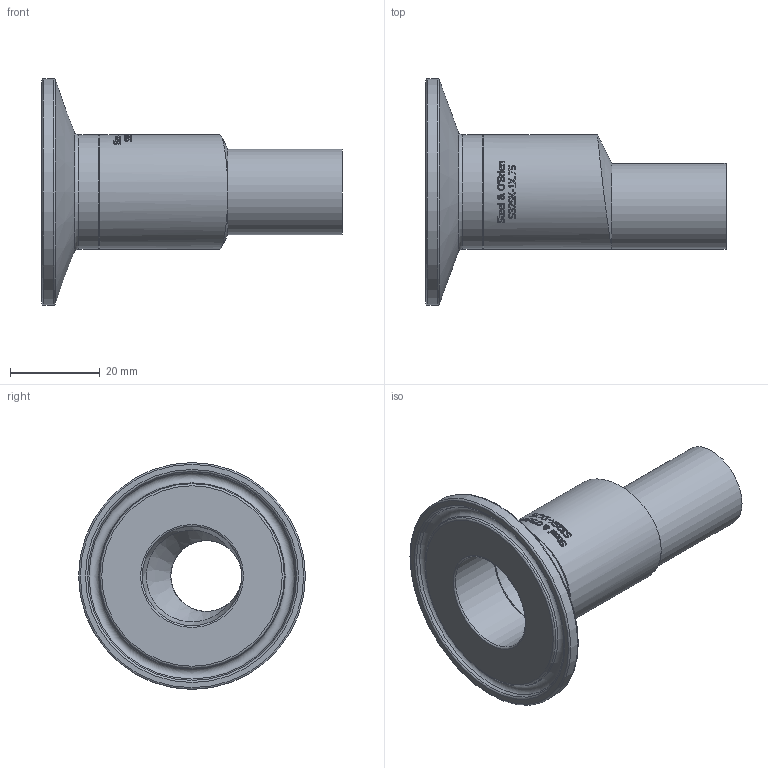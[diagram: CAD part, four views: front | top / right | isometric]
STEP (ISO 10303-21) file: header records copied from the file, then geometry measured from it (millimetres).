
FILE_DESCRIPTION(/* description */ (''),/* implementation_level */ '2;1');
FILE_NAME(/* name */ 'S32SK-1X.75.stp',/* time_stamp */ '2018-11-29T13:49:54-05:00',/* author */ ('rick'),/* organization */ (''),/* preprocessor_version */ 'ST-DEVELOPER v15.2',/* originating_system */ 'Autodesk Inventor 2014',/* authorisation */ '');
FILE_SCHEMA (('CONFIG_CONTROL_DESIGN','AUTOMOTIVE_DESIGN { 1 0 10303 214 3 1 1 }'));
Length unit declared in the file: inch
Products named in the file (1): S32SK-1X.75
Bounding box: 66.67 x 50.39 x 50.39 mm (x, y, z)
Volume: 15828.1 mm3; surface area: 12234.8 mm2
Topology: 1 solids, 1 shells, 414 faces, 1116 edges, 738 vertices
Faces by surface type: bspline 196, plane 161, cylinder 40, torus 11, cone 6
Full cylindrical faces by diameter (mm): 15.748 x1, 19.05 x1, 22.098 x2, 25.4 x2, 50.394 x1
Entity records: 16622 total; most frequent: CARTESIAN_POINT 7410, ORIENTED_EDGE 2184, DIRECTION 1347, EDGE_CURVE 1092, VERTEX_POINT 735, LINE 481, VECTOR 481, EDGE_LOOP 471
